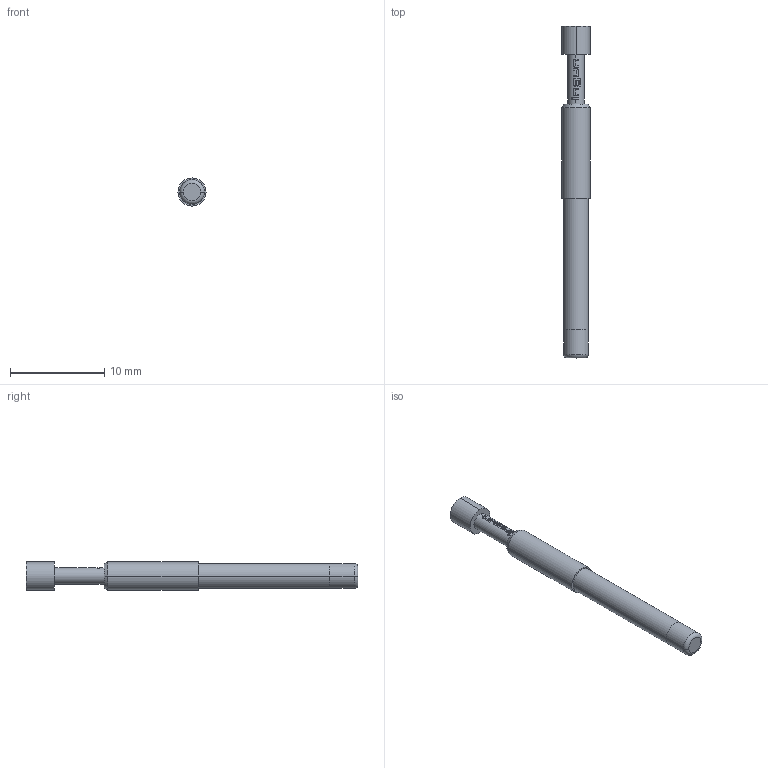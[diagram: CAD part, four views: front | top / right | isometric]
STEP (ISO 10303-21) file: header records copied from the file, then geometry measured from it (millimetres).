
FILE_DESCRIPTION (( 'STEP AP203' ), '1' );
FILE_NAME ('INGUN_GKS-113_302_300_A_xx10.STEP', '2022-01-19T13:29:43', ( 'ochi' ), ( '' ), 'SwSTEP 2.0', 'SolidWorks 2018', '' );
FILE_SCHEMA (( 'CONFIG_CONTROL_DESIGN' ));
Length unit declared in the file: millimetre
Products named in the file (1): INGUN_GKS-113_302_300_A_xx10
Bounding box: 3 x 35.3 x 3 mm (x, y, z)
Volume: 198.3 mm3; surface area: 314.2 mm2
Topology: 1 solids, 1 shells, 101 faces, 278 edges, 184 vertices
Faces by surface type: bspline 40, cylinder 29, plane 28, cone 2, torus 2
Entity records: 4313 total; most frequent: CARTESIAN_POINT 2198, ORIENTED_EDGE 556, EDGE_CURVE 278, B_SPLINE_CURVE_WITH_KNOTS 222, DIRECTION 206, VERTEX_POINT 184, EDGE_LOOP 106, ADVANCED_FACE 101
